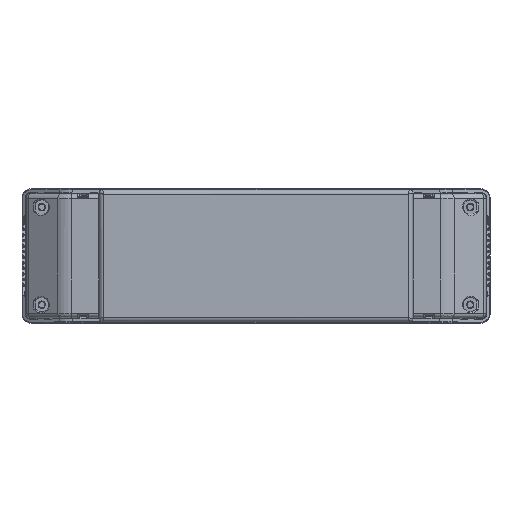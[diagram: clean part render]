
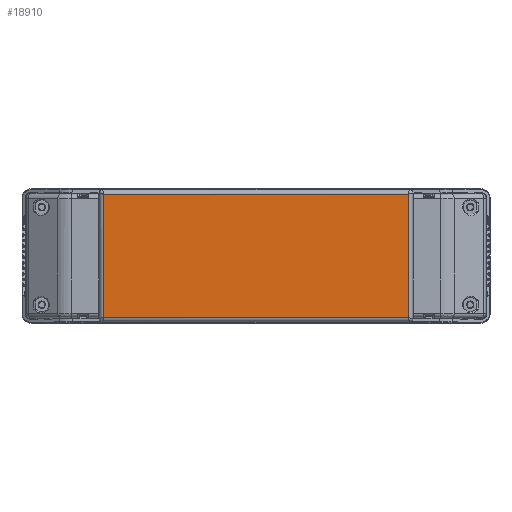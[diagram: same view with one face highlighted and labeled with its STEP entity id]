
A CAD part, top view. The second image highlights one B-rep face of the part: STEP entity #18910.
In plain terms, the highlighted planar face has unit normal (0, 0, 1).
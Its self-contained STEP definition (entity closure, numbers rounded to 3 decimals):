
#3432=DIRECTION('',(-1.,0.,0.));
#3433=VECTOR('',#3432,131.069);
#3434=CARTESIAN_POINT('',(65.535,26.511,30.));
#3435=LINE('',#3434,#3433);
#3436=DIRECTION('',(0.,-1.,0.));
#3437=VECTOR('',#3436,53.022);
#3438=CARTESIAN_POINT('',(65.535,26.511,30.));
#3439=LINE('',#3438,#3437);
#3440=DIRECTION('',(-1.,0.,0.));
#3441=VECTOR('',#3440,131.069);
#3442=CARTESIAN_POINT('',(65.535,-26.511,30.));
#3443=LINE('',#3442,#3441);
#3444=DIRECTION('',(0.,1.,0.));
#3445=VECTOR('',#3444,53.022);
#3446=CARTESIAN_POINT('',(-65.535,-26.511,30.));
#3447=LINE('',#3446,#3445);
#11433=CARTESIAN_POINT('',(65.535,26.511,30.));
#11434=CARTESIAN_POINT('',(-65.535,26.511,30.));
#11435=VERTEX_POINT('',#11433);
#11436=VERTEX_POINT('',#11434);
#11449=CARTESIAN_POINT('',(65.535,-26.511,30.));
#11450=VERTEX_POINT('',#11449);
#11451=CARTESIAN_POINT('',(-65.535,-26.511,30.));
#11452=VERTEX_POINT('',#11451);
#18896=CARTESIAN_POINT('',(0.,0.,30.));
#18897=DIRECTION('',(0.,0.,1.));
#18898=DIRECTION('',(1.,0.,0.));
#18899=AXIS2_PLACEMENT_3D('',#18896,#18897,#18898);
#18900=PLANE('',#18899);
#18901=ORIENTED_EDGE('',*,*,#18887,.F.);
#18903=ORIENTED_EDGE('',*,*,#18902,.T.);
#18905=ORIENTED_EDGE('',*,*,#18904,.T.);
#18907=ORIENTED_EDGE('',*,*,#18906,.T.);
#18908=EDGE_LOOP('',(#18901,#18903,#18905,#18907));
#18909=FACE_OUTER_BOUND('',#18908,.F.);
#18910=ADVANCED_FACE('',(#18909),#18900,.T.);
#18887=EDGE_CURVE('',#11435,#11436,#3435,.T.);
#18902=EDGE_CURVE('',#11435,#11450,#3439,.T.);
#18904=EDGE_CURVE('',#11450,#11452,#3443,.T.);
#18906=EDGE_CURVE('',#11452,#11436,#3447,.T.);
